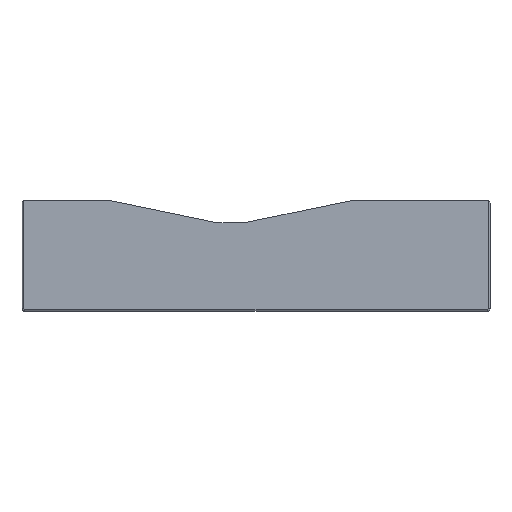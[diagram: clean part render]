
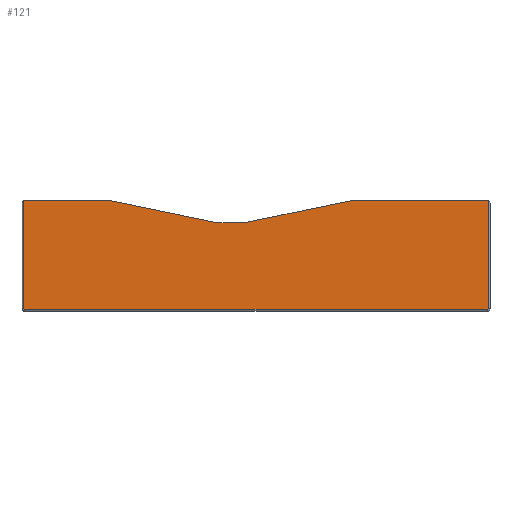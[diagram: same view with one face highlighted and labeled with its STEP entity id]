
A CAD part, top view. The second image highlights one B-rep face of the part: STEP entity #121.
In plain terms, the highlighted planar face has unit normal (0, 0, 1).
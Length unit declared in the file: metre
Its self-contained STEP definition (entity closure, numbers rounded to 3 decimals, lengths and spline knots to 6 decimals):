
#121 = ADVANCED_FACE( '', ( #248 ), #249, .T. );
#248 = FACE_OUTER_BOUND( '', #380, .T. );
#249 = PLANE( '', #381 );
#380 = EDGE_LOOP( '', ( #704, #705, #706, #707, #708, #709, #710, #711, #712, #713, #714, #715, #716, #717, #718, #719 ) );
#381 = AXIS2_PLACEMENT_3D( '', #720, #721, #722 );
#704 = ORIENTED_EDGE( '', *, *, #918, .T. );
#705 = ORIENTED_EDGE( '', *, *, #912, .T. );
#706 = ORIENTED_EDGE( '', *, *, #960, .T. );
#707 = ORIENTED_EDGE( '', *, *, #956, .T. );
#708 = ORIENTED_EDGE( '', *, *, #961, .T. );
#709 = ORIENTED_EDGE( '', *, *, #880, .T. );
#710 = ORIENTED_EDGE( '', *, *, #897, .T. );
#711 = ORIENTED_EDGE( '', *, *, #962, .F. );
#712 = ORIENTED_EDGE( '', *, *, #926, .T. );
#713 = ORIENTED_EDGE( '', *, *, #895, .F. );
#714 = ORIENTED_EDGE( '', *, *, #916, .F. );
#715 = ORIENTED_EDGE( '', *, *, #963, .T. );
#716 = ORIENTED_EDGE( '', *, *, #964, .F. );
#717 = ORIENTED_EDGE( '', *, *, #953, .F. );
#718 = ORIENTED_EDGE( '', *, *, #949, .T. );
#719 = ORIENTED_EDGE( '', *, *, #965, .F. );
#720 = CARTESIAN_POINT( '', ( 0.018544, -0.25211, 0.001 ) );
#721 = DIRECTION( '', ( 0., 0., 1. ) );
#722 = DIRECTION( '', ( 1., 0., 0. ) );
#880 = EDGE_CURVE( '', #1057, #1055, #1058, .F. );
#895 = EDGE_CURVE( '', #1081, #1077, #1083, .T. );
#897 = EDGE_CURVE( '', #1055, #1085, #1086, .T. );
#912 = EDGE_CURVE( '', #1106, #1108, #1110, .T. );
#916 = EDGE_CURVE( '', #1114, #1081, #1116, .T. );
#918 = EDGE_CURVE( '', #1118, #1106, #1119, .T. );
#926 = EDGE_CURVE( '', #1129, #1077, #1130, .T. );
#949 = EDGE_CURVE( '', #1161, #1159, #1162, .T. );
#953 = EDGE_CURVE( '', #1161, #1165, #1167, .T. );
#956 = EDGE_CURVE( '', #1171, #1169, #1172, .F. );
#960 = EDGE_CURVE( '', #1108, #1171, #1177, .T. );
#961 = EDGE_CURVE( '', #1169, #1057, #1178, .T. );
#962 = EDGE_CURVE( '', #1129, #1085, #1179, .T. );
#963 = EDGE_CURVE( '', #1114, #1180, #1181, .T. );
#964 = EDGE_CURVE( '', #1165, #1180, #1182, .T. );
#965 = EDGE_CURVE( '', #1118, #1159, #1183, .T. );
#1055 = VERTEX_POINT( '', #1297 );
#1057 = VERTEX_POINT( '', #1316 );
#1058 = LINE( '', #1317, #1318 );
#1077 = VERTEX_POINT( '', #1342 );
#1081 = VERTEX_POINT( '', #1348 );
#1083 = LINE( '', #1351, #1352 );
#1085 = VERTEX_POINT( '', #1354 );
#1086 = CIRCLE( '', #1355, 0.002 );
#1106 = VERTEX_POINT( '', #1381 );
#1108 = VERTEX_POINT( '', #1400 );
#1110 = LINE( '', #1402, #1403 );
#1114 = VERTEX_POINT( '', #1407 );
#1116 = CIRCLE( '', #1410, 0.0015 );
#1118 = VERTEX_POINT( '', #1412 );
#1119 = CIRCLE( '', #1413, 0.002 );
#1129 = VERTEX_POINT( '', #1426 );
#1130 = CIRCLE( '', #1427, 0.0015 );
#1159 = VERTEX_POINT( '', #1465 );
#1161 = VERTEX_POINT( '', #1468 );
#1162 = CIRCLE( '', #1469, 0.0015 );
#1165 = VERTEX_POINT( '', #1473 );
#1167 = LINE( '', #1476, #1477 );
#1169 = VERTEX_POINT( '', #1479 );
#1171 = VERTEX_POINT( '', #1481 );
#1172 = LINE( '', #1482, #1483 );
#1177 = CIRCLE( '', #1489, 0.0005 );
#1178 = CIRCLE( '', #1490, 0.0005 );
#1179 = LINE( '', #1491, #1492 );
#1180 = VERTEX_POINT( '', #1493 );
#1181 = LINE( '', #1494, #1495 );
#1182 = CIRCLE( '', #1496, 0.0015 );
#1183 = LINE( '', #1497, #1498 );
#1297 = CARTESIAN_POINT( '', ( 0.196544, -0.209674, 0.001 ) );
#1316 = CARTESIAN_POINT( '', ( 0.196544, -0.29261, 0.001 ) );
#1317 = CARTESIAN_POINT( '', ( 0.196544, -0.21161, 0.001 ) );
#1318 = VECTOR( '', #1570, 1. );
#1342 = CARTESIAN_POINT( '', ( 0.091469, -0.209641, 0.001 ) );
#1348 = CARTESIAN_POINT( '', ( 0.009307, -0.226731, 0.001 ) );
#1351 = CARTESIAN_POINT( '', ( 0.050388, -0.218186, 0.001 ) );
#1352 = VECTOR( '', #1588, 1. );
#1354 = CARTESIAN_POINT( '', ( 0.196044, -0.20961, 0.001 ) );
#1355 = AXIS2_PLACEMENT_3D( '', #1589, #1590, #1591 );
#1381 = CARTESIAN_POINT( '', ( -0.159456, -0.209674, 0.001 ) );
#1400 = CARTESIAN_POINT( '', ( -0.159456, -0.29261, 0.001 ) );
#1402 = CARTESIAN_POINT( '', ( -0.159456, -0.25211, 0.001 ) );
#1403 = VECTOR( '', #1610, 1. );
#1407 = CARTESIAN_POINT( '', ( 0.009004, -0.226762, 0.001 ) );
#1410 = AXIS2_PLACEMENT_3D( '', #1615, #1616, #1617 );
#1412 = CARTESIAN_POINT( '', ( -0.158956, -0.20961, 0.001 ) );
#1413 = AXIS2_PLACEMENT_3D( '', #1618, #1619, #1620 );
#1426 = CARTESIAN_POINT( '', ( 0.091771, -0.20961, 0.001 ) );
#1427 = AXIS2_PLACEMENT_3D( '', #1630, #1631, #1632 );
#1465 = CARTESIAN_POINT( '', ( -0.093458, -0.20961, 0.001 ) );
#1468 = CARTESIAN_POINT( '', ( -0.093155, -0.209641, 0.001 ) );
#1469 = AXIS2_PLACEMENT_3D( '', #1664, #1665, #1666 );
#1473 = CARTESIAN_POINT( '', ( -0.010993, -0.226731, 0.001 ) );
#1476 = CARTESIAN_POINT( '', ( -0.052074, -0.218186, 0.001 ) );
#1477 = VECTOR( '', #1669, 1. );
#1479 = CARTESIAN_POINT( '', ( 0.196044, -0.29311, 0.001 ) );
#1481 = CARTESIAN_POINT( '', ( -0.158956, -0.29311, 0.001 ) );
#1482 = CARTESIAN_POINT( '', ( 0.196044, -0.29311, 0.001 ) );
#1483 = VECTOR( '', #1673, 1. );
#1489 = AXIS2_PLACEMENT_3D( '', #1678, #1679, #1680 );
#1490 = AXIS2_PLACEMENT_3D( '', #1681, #1682, #1683 );
#1491 = CARTESIAN_POINT( '', ( 0.143908, -0.20961, 0.001 ) );
#1492 = VECTOR( '', #1684, 1. );
#1493 = CARTESIAN_POINT( '', ( -0.01069, -0.226762, 0.001 ) );
#1494 = CARTESIAN_POINT( '', ( -0.000843, -0.226762, 0.001 ) );
#1495 = VECTOR( '', #1685, 1. );
#1496 = AXIS2_PLACEMENT_3D( '', #1686, #1687, #1688 );
#1497 = CARTESIAN_POINT( '', ( -0.126207, -0.20961, 0.001 ) );
#1498 = VECTOR( '', #1689, 1. );
#1570 = DIRECTION( '', ( 0., -1., 0. ) );
#1588 = DIRECTION( '', ( 0.979, 0.204, 0. ) );
#1589 = CARTESIAN_POINT( '', ( 0.196044, -0.21161, 0.001 ) );
#1590 = DIRECTION( '', ( 0., 0., 1. ) );
#1591 = DIRECTION( '', ( 1., 0., 0. ) );
#1610 = DIRECTION( '', ( 0., -1., 0. ) );
#1615 = CARTESIAN_POINT( '', ( 0.009004, -0.225262, 0.001 ) );
#1616 = DIRECTION( '', ( 0., 0., 1. ) );
#1617 = DIRECTION( '', ( 1., 0., 0. ) );
#1618 = CARTESIAN_POINT( '', ( -0.158956, -0.21161, 0.001 ) );
#1619 = DIRECTION( '', ( 0., 0., 1. ) );
#1620 = DIRECTION( '', ( 1., 0., 0. ) );
#1630 = CARTESIAN_POINT( '', ( 0.091771, -0.21111, 0.001 ) );
#1631 = DIRECTION( '', ( 0., 0., 1. ) );
#1632 = DIRECTION( '', ( 1., 0., 0. ) );
#1664 = CARTESIAN_POINT( '', ( -0.093458, -0.21111, 0.001 ) );
#1665 = DIRECTION( '', ( 0., 0., 1. ) );
#1666 = DIRECTION( '', ( 1., 0., 0. ) );
#1669 = DIRECTION( '', ( 0.979, -0.204, 0. ) );
#1673 = DIRECTION( '', ( -1., 0., 0. ) );
#1678 = CARTESIAN_POINT( '', ( -0.158956, -0.29261, 0.001 ) );
#1679 = DIRECTION( '', ( 0., 0., 1. ) );
#1680 = DIRECTION( '', ( 1., 0., 0. ) );
#1681 = CARTESIAN_POINT( '', ( 0.196044, -0.29261, 0.001 ) );
#1682 = DIRECTION( '', ( 0., 0., 1. ) );
#1683 = DIRECTION( '', ( 1., 0., 0. ) );
#1684 = DIRECTION( '', ( 1., 0., 0. ) );
#1685 = DIRECTION( '', ( -1., 0., 0. ) );
#1686 = CARTESIAN_POINT( '', ( -0.01069, -0.225262, 0.001 ) );
#1687 = DIRECTION( '', ( 0., 0., 1. ) );
#1688 = DIRECTION( '', ( 1., 0., 0. ) );
#1689 = DIRECTION( '', ( 1., 0., 0. ) );
